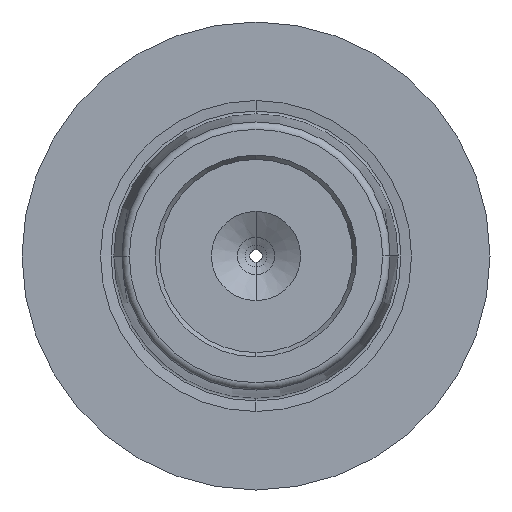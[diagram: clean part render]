
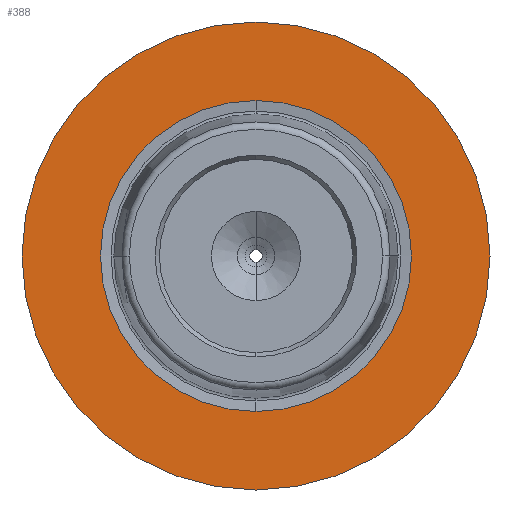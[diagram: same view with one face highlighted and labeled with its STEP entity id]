
A CAD part, left-side view. The second image highlights one B-rep face of the part: STEP entity #388.
In plain terms, the highlighted planar face has unit normal (-1, 0, 0).
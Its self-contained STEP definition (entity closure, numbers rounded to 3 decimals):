
#27 = CARTESIAN_POINT ( 'NONE',  ( 0., 0., 0. ) ) ;
#81 = CIRCLE ( 'NONE', #1506, 20.93 ) ;
#237 = CIRCLE ( 'NONE', #2374, 31.5 ) ;
#313 = CARTESIAN_POINT ( 'NONE',  ( 0., 0., 31.5 ) ) ;
#336 = CARTESIAN_POINT ( 'NONE',  ( 0., 0., 20.93 ) ) ;
#364 = AXIS2_PLACEMENT_3D ( 'NONE', #27, #2586, #2183 ) ;
#388 = ADVANCED_FACE ( 'NONE', ( #2770, #2045 ), #1282, .F. ) ;
#422 = EDGE_CURVE ( 'NONE', #769, #2743, #3036, .T. ) ;
#463 = DIRECTION ( 'NONE',  ( 1., 0., 0. ) ) ;
#769 = VERTEX_POINT ( 'NONE', #1974 ) ;
#829 = VERTEX_POINT ( 'NONE', #2269 ) ;
#910 = EDGE_CURVE ( 'NONE', #2743, #769, #81, .T. ) ;
#1006 = EDGE_CURVE ( 'NONE', #829, #1890, #1468, .T. ) ;
#1029 = AXIS2_PLACEMENT_3D ( 'NONE', #2137, #1169, #2003 ) ;
#1169 = DIRECTION ( 'NONE',  ( -1., 0., 0. ) ) ;
#1282 = PLANE ( 'NONE',  #2470 ) ;
#1359 = DIRECTION ( 'NONE',  ( -1., 0., 0. ) ) ;
#1468 = CIRCLE ( 'NONE', #364, 31.5 ) ;
#1475 = ORIENTED_EDGE ( 'NONE', *, *, #1006, .T. ) ;
#1506 = AXIS2_PLACEMENT_3D ( 'NONE', #1768, #1729, #2778 ) ;
#1519 = EDGE_LOOP ( 'NONE', ( #2939, #2287 ) ) ;
#1705 = DIRECTION ( 'NONE',  ( 0., 0., -1. ) ) ;
#1728 = CARTESIAN_POINT ( 'NONE',  ( 0., 0., 0. ) ) ;
#1729 = DIRECTION ( 'NONE',  ( -1., 0., 0. ) ) ;
#1768 = CARTESIAN_POINT ( 'NONE',  ( 0., 0., 0. ) ) ;
#1890 = VERTEX_POINT ( 'NONE', #313 ) ;
#1974 = CARTESIAN_POINT ( 'NONE',  ( 0., 0., -20.93 ) ) ;
#2003 = DIRECTION ( 'NONE',  ( 0., 0., 1. ) ) ;
#2045 = FACE_BOUND ( 'NONE', #1519, .T. ) ;
#2105 = CARTESIAN_POINT ( 'NONE',  ( 0., 0., 0. ) ) ;
#2137 = CARTESIAN_POINT ( 'NONE',  ( 0., 0., 0. ) ) ;
#2177 = EDGE_LOOP ( 'NONE', ( #2784, #1475 ) ) ;
#2183 = DIRECTION ( 'NONE',  ( 0., 0., 1. ) ) ;
#2269 = CARTESIAN_POINT ( 'NONE',  ( 0., 0., -31.5 ) ) ;
#2287 = ORIENTED_EDGE ( 'NONE', *, *, #422, .F. ) ;
#2374 = AXIS2_PLACEMENT_3D ( 'NONE', #1728, #1359, #2389 ) ;
#2389 = DIRECTION ( 'NONE',  ( 0., 0., 1. ) ) ;
#2470 = AXIS2_PLACEMENT_3D ( 'NONE', #2105, #463, #1705 ) ;
#2487 = EDGE_CURVE ( 'NONE', #1890, #829, #237, .T. ) ;
#2586 = DIRECTION ( 'NONE',  ( -1., 0., 0. ) ) ;
#2743 = VERTEX_POINT ( 'NONE', #336 ) ;
#2770 = FACE_OUTER_BOUND ( 'NONE', #2177, .T. ) ;
#2778 = DIRECTION ( 'NONE',  ( 0., 0., 1. ) ) ;
#2784 = ORIENTED_EDGE ( 'NONE', *, *, #2487, .T. ) ;
#2939 = ORIENTED_EDGE ( 'NONE', *, *, #910, .F. ) ;
#3036 = CIRCLE ( 'NONE', #1029, 20.93 ) ;
